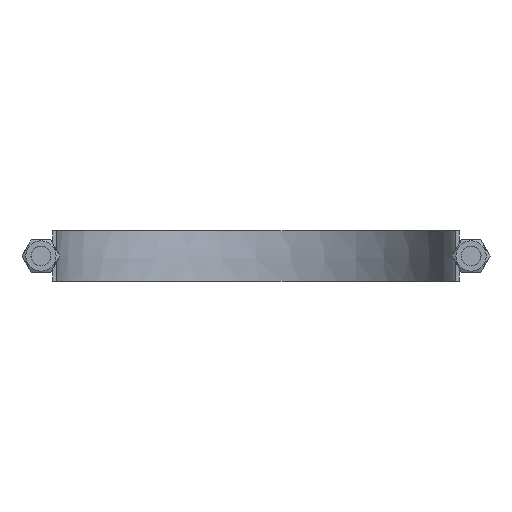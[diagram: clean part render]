
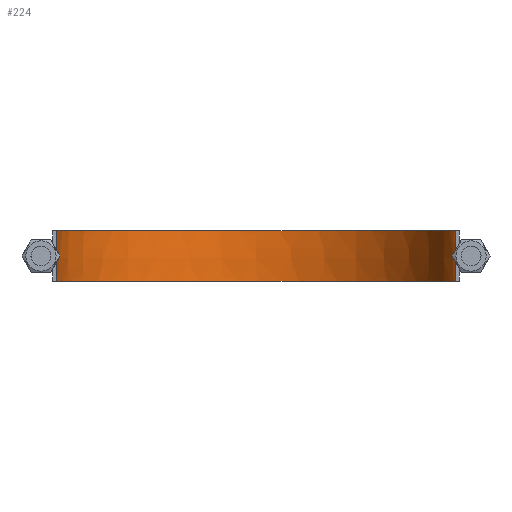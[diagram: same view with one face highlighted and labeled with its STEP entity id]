
A CAD part, front view. The second image highlights one B-rep face of the part: STEP entity #224.
In plain terms, the highlighted face is a extrusion surface.
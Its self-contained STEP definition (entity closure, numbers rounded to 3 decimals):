
#224 = ADVANCED_FACE( '', ( #274 ), #275, .T. );
#274 = FACE_OUTER_BOUND( '', #957, .T. );
#275 = SURFACE_OF_LINEAR_EXTRUSION( '', #958, #959 );
#957 = EDGE_LOOP( '', ( #1680, #1681, #1682, #1683 ) );
#958 = B_SPLINE_CURVE_WITH_KNOTS( '', 3, ( #1684, #1685, #1686, #1687, #1688, #1689, #1690, #1691, #1692, #1693, #1694, #1695, #1696, #1697, #1698, #1699, #1700, #1701 ), .UNSPECIFIED., .F., .F., ( 4, 3, 1, 1, 1, 1, 1, 1, 1, 1, 3, 4 ), ( -11., -10., -9., -8., -7., -6., -5., -4., -3., -2., -1., 0. ), .UNSPECIFIED. );
#959 = VECTOR( '', #1702, 1000. );
#1680 = ORIENTED_EDGE( '', *, *, #1949, .T. );
#1681 = ORIENTED_EDGE( '', *, *, #1959, .F. );
#1682 = ORIENTED_EDGE( '', *, *, #1956, .F. );
#1683 = ORIENTED_EDGE( '', *, *, #1960, .T. );
#1684 = CARTESIAN_POINT( '', ( -158.25, 101.66, -517.956 ) );
#1685 = CARTESIAN_POINT( '', ( -158.25, 153.693, -517.956 ) );
#1686 = CARTESIAN_POINT( '', ( -158.25, 205.727, -517.956 ) );
#1687 = CARTESIAN_POINT( '', ( -158.25, 257.76, -517.956 ) );
#1688 = CARTESIAN_POINT( '', ( -158.25, 276.157, -517.956 ) );
#1689 = CARTESIAN_POINT( '', ( -151.757, 313.002, -517.956 ) );
#1690 = CARTESIAN_POINT( '', ( -123.713, 361.566, -517.956 ) );
#1691 = CARTESIAN_POINT( '', ( -80.748, 397.621, -517.956 ) );
#1692 = CARTESIAN_POINT( '', ( -28.044, 416.803, -517.956 ) );
#1693 = CARTESIAN_POINT( '', ( 28.044, 416.803, -517.956 ) );
#1694 = CARTESIAN_POINT( '', ( 80.748, 397.621, -517.956 ) );
#1695 = CARTESIAN_POINT( '', ( 123.713, 361.566, -517.956 ) );
#1696 = CARTESIAN_POINT( '', ( 151.757, 313.002, -517.956 ) );
#1697 = CARTESIAN_POINT( '', ( 158.25, 276.157, -517.956 ) );
#1698 = CARTESIAN_POINT( '', ( 158.25, 257.76, -517.956 ) );
#1699 = CARTESIAN_POINT( '', ( 158.25, 205.727, -517.956 ) );
#1700 = CARTESIAN_POINT( '', ( 158.25, 153.693, -517.956 ) );
#1701 = CARTESIAN_POINT( '', ( 158.25, 101.66, -517.956 ) );
#1702 = DIRECTION( '', ( 0., 0., 1. ) );
#1949 = EDGE_CURVE( '', #2030, #2031, #2032, .T. );
#1956 = EDGE_CURVE( '', #2042, #2043, #2044, .T. );
#1959 = EDGE_CURVE( '', #2043, #2031, #2047, .T. );
#1960 = EDGE_CURVE( '', #2042, #2030, #2048, .T. );
#2030 = VERTEX_POINT( '', #2460 );
#2031 = VERTEX_POINT( '', #2461 );
#2032 = LINE( '', #2462, #2463 );
#2042 = VERTEX_POINT( '', #2598 );
#2043 = VERTEX_POINT( '', #2599 );
#2044 = LINE( '', #2600, #2601 );
#2047 = B_SPLINE_CURVE_WITH_KNOTS( '', 3, ( #2606, #2607, #2608, #2609, #2610, #2611, #2612, #2613, #2614, #2615, #2616, #2617, #2618, #2619, #2620, #2621, #2622, #2623 ), .UNSPECIFIED., .F., .F., ( 4, 3, 1, 1, 1, 1, 1, 1, 1, 1, 3, 4 ), ( -11., -10., -9., -8., -7., -6., -5., -4., -3., -2., -1., 0. ), .UNSPECIFIED. );
#2048 = B_SPLINE_CURVE_WITH_KNOTS( '', 3, ( #2624, #2625, #2626, #2627, #2628, #2629, #2630, #2631, #2632, #2633, #2634, #2635, #2636, #2637, #2638, #2639, #2640, #2641 ), .UNSPECIFIED., .F., .F., ( 4, 3, 1, 1, 1, 1, 1, 1, 1, 1, 3, 4 ), ( -11., -10., -9., -8., -7., -6., -5., -4., -3., -2., -1., 0. ), .UNSPECIFIED. );
#2460 = CARTESIAN_POINT( '', ( 158.25, 101.66, -20. ) );
#2461 = CARTESIAN_POINT( '', ( 158.25, 101.66, 20. ) );
#2462 = CARTESIAN_POINT( '', ( 158.25, 101.66, -517.956 ) );
#2463 = VECTOR( '', #2936, 1000. );
#2598 = CARTESIAN_POINT( '', ( -158.25, 101.66, -20. ) );
#2599 = CARTESIAN_POINT( '', ( -158.25, 101.66, 20. ) );
#2600 = CARTESIAN_POINT( '', ( -158.25, 101.66, -517.956 ) );
#2601 = VECTOR( '', #2941, 1000. );
#2606 = CARTESIAN_POINT( '', ( -158.25, 101.66, 20. ) );
#2607 = CARTESIAN_POINT( '', ( -158.25, 153.693, 20. ) );
#2608 = CARTESIAN_POINT( '', ( -158.25, 205.727, 20. ) );
#2609 = CARTESIAN_POINT( '', ( -158.25, 257.76, 20. ) );
#2610 = CARTESIAN_POINT( '', ( -158.25, 276.157, 20. ) );
#2611 = CARTESIAN_POINT( '', ( -151.757, 313.002, 20. ) );
#2612 = CARTESIAN_POINT( '', ( -123.713, 361.566, 20. ) );
#2613 = CARTESIAN_POINT( '', ( -80.748, 397.621, 20. ) );
#2614 = CARTESIAN_POINT( '', ( -28.044, 416.803, 20. ) );
#2615 = CARTESIAN_POINT( '', ( 28.044, 416.803, 20. ) );
#2616 = CARTESIAN_POINT( '', ( 80.748, 397.621, 20. ) );
#2617 = CARTESIAN_POINT( '', ( 123.713, 361.566, 20. ) );
#2618 = CARTESIAN_POINT( '', ( 151.757, 313.002, 20. ) );
#2619 = CARTESIAN_POINT( '', ( 158.25, 276.157, 20. ) );
#2620 = CARTESIAN_POINT( '', ( 158.25, 257.76, 20. ) );
#2621 = CARTESIAN_POINT( '', ( 158.25, 205.727, 20. ) );
#2622 = CARTESIAN_POINT( '', ( 158.25, 153.693, 20. ) );
#2623 = CARTESIAN_POINT( '', ( 158.25, 101.66, 20. ) );
#2624 = CARTESIAN_POINT( '', ( -158.25, 101.66, -20. ) );
#2625 = CARTESIAN_POINT( '', ( -158.25, 153.693, -20. ) );
#2626 = CARTESIAN_POINT( '', ( -158.25, 205.727, -20. ) );
#2627 = CARTESIAN_POINT( '', ( -158.25, 257.76, -20. ) );
#2628 = CARTESIAN_POINT( '', ( -158.25, 276.157, -20. ) );
#2629 = CARTESIAN_POINT( '', ( -151.757, 313.002, -20. ) );
#2630 = CARTESIAN_POINT( '', ( -123.713, 361.566, -20. ) );
#2631 = CARTESIAN_POINT( '', ( -80.748, 397.621, -20. ) );
#2632 = CARTESIAN_POINT( '', ( -28.044, 416.803, -20. ) );
#2633 = CARTESIAN_POINT( '', ( 28.044, 416.803, -20. ) );
#2634 = CARTESIAN_POINT( '', ( 80.748, 397.621, -20. ) );
#2635 = CARTESIAN_POINT( '', ( 123.713, 361.566, -20. ) );
#2636 = CARTESIAN_POINT( '', ( 151.757, 313.002, -20. ) );
#2637 = CARTESIAN_POINT( '', ( 158.25, 276.157, -20. ) );
#2638 = CARTESIAN_POINT( '', ( 158.25, 257.76, -20. ) );
#2639 = CARTESIAN_POINT( '', ( 158.25, 205.727, -20. ) );
#2640 = CARTESIAN_POINT( '', ( 158.25, 153.693, -20. ) );
#2641 = CARTESIAN_POINT( '', ( 158.25, 101.66, -20. ) );
#2936 = DIRECTION( '', ( 0., 0., 1. ) );
#2941 = DIRECTION( '', ( 0., 0., 1. ) );
